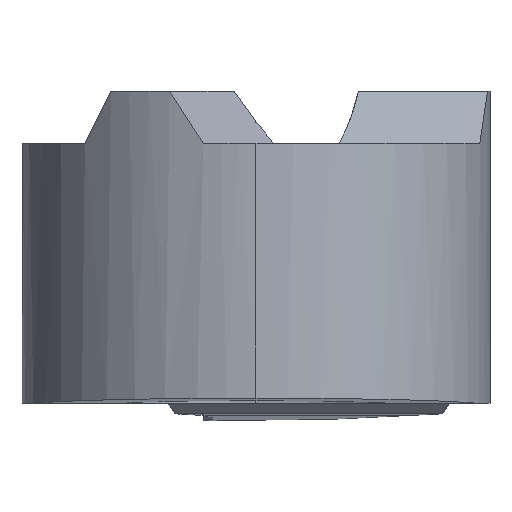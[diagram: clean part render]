
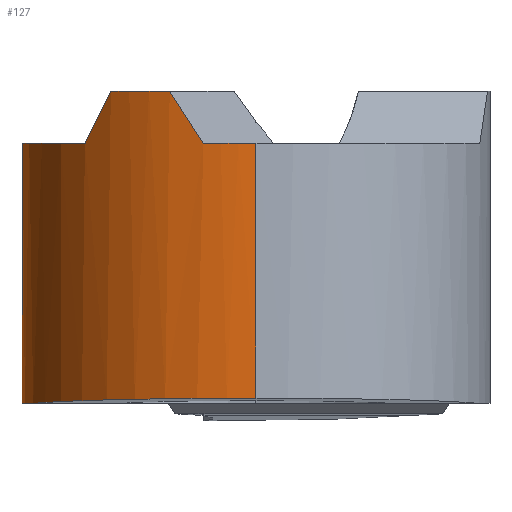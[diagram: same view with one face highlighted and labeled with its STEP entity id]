
A CAD part, left-side view. The second image highlights one B-rep face of the part: STEP entity #127.
In plain terms, the highlighted cylindrical face has radius 4.5 mm (diameter 9 mm), a partial arc.
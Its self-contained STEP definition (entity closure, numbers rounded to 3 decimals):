
#81=CYLINDRICAL_SURFACE('',#1031,4.5);
#103=CIRCLE('',#1026,4.5);
#104=CIRCLE('',#1027,4.5);
#105=CIRCLE('',#1028,4.5);
#106=CIRCLE('',#1029,4.5);
#107=CIRCLE('',#1030,4.5);
#127=ADVANCED_FACE('',(#186),#81,.T.);
#186=FACE_OUTER_BOUND('',#238,.T.);
#238=EDGE_LOOP('',(#441,#442,#443,#444,#445,#446,#447,#448,#449,#450,#451));
#290=LINE('',#1480,#351);
#291=LINE('',#1505,#352);
#351=VECTOR('',#1137,1.);
#352=VECTOR('',#1146,1.);
#441=ORIENTED_EDGE('',*,*,#812,.T.);
#442=ORIENTED_EDGE('',*,*,#813,.T.);
#443=ORIENTED_EDGE('',*,*,#814,.T.);
#444=ORIENTED_EDGE('',*,*,#815,.F.);
#445=ORIENTED_EDGE('',*,*,#816,.T.);
#446=ORIENTED_EDGE('',*,*,#817,.F.);
#447=ORIENTED_EDGE('',*,*,#818,.T.);
#448=ORIENTED_EDGE('',*,*,#819,.F.);
#449=ORIENTED_EDGE('',*,*,#820,.T.);
#450=ORIENTED_EDGE('',*,*,#821,.F.);
#451=ORIENTED_EDGE('',*,*,#822,.T.);
#715=VERTEX_POINT('',#1478);
#716=VERTEX_POINT('',#1479);
#717=VERTEX_POINT('',#1481);
#718=VERTEX_POINT('',#1483);
#719=VERTEX_POINT('',#1488);
#720=VERTEX_POINT('',#1490);
#721=VERTEX_POINT('',#1495);
#722=VERTEX_POINT('',#1497);
#723=VERTEX_POINT('',#1502);
#724=VERTEX_POINT('',#1504);
#725=VERTEX_POINT('',#1506);
#812=EDGE_CURVE('',#715,#716,#959,.T.);
#813=EDGE_CURVE('',#716,#717,#290,.T.);
#814=EDGE_CURVE('',#717,#718,#103,.T.);
#815=EDGE_CURVE('',#719,#718,#960,.T.);
#816=EDGE_CURVE('',#719,#720,#104,.T.);
#817=EDGE_CURVE('',#721,#720,#961,.T.);
#818=EDGE_CURVE('',#721,#722,#105,.T.);
#819=EDGE_CURVE('',#723,#722,#962,.T.);
#820=EDGE_CURVE('',#723,#724,#106,.T.);
#821=EDGE_CURVE('',#725,#724,#291,.T.);
#822=EDGE_CURVE('',#725,#715,#107,.T.);
#959=(
BOUNDED_CURVE()
B_SPLINE_CURVE(3,(#1474,#1475,#1476,#1477),.UNSPECIFIED.,.F.,.F.)
B_SPLINE_CURVE_WITH_KNOTS((4,4),(0.,1.),.UNSPECIFIED.)
CURVE()
GEOMETRIC_REPRESENTATION_ITEM()
RATIONAL_B_SPLINE_CURVE((1.,0.872,0.872,1.))
REPRESENTATION_ITEM('')
);
#960=(
BOUNDED_CURVE()
B_SPLINE_CURVE(3,(#1484,#1485,#1486,#1487),.UNSPECIFIED.,.F.,.F.)
B_SPLINE_CURVE_WITH_KNOTS((4,4),(0.,1.),.UNSPECIFIED.)
CURVE()
GEOMETRIC_REPRESENTATION_ITEM()
RATIONAL_B_SPLINE_CURVE((1.,0.998,0.998,1.))
REPRESENTATION_ITEM('')
);
#961=(
BOUNDED_CURVE()
B_SPLINE_CURVE(3,(#1491,#1492,#1493,#1494),.UNSPECIFIED.,.F.,.F.)
B_SPLINE_CURVE_WITH_KNOTS((4,4),(0.,1.),.UNSPECIFIED.)
CURVE()
GEOMETRIC_REPRESENTATION_ITEM()
RATIONAL_B_SPLINE_CURVE((1.,0.998,0.998,1.))
REPRESENTATION_ITEM('')
);
#962=(
BOUNDED_CURVE()
B_SPLINE_CURVE(3,(#1498,#1499,#1500,#1501),.UNSPECIFIED.,.F.,.F.)
B_SPLINE_CURVE_WITH_KNOTS((4,4),(0.,1.),.UNSPECIFIED.)
CURVE()
GEOMETRIC_REPRESENTATION_ITEM()
RATIONAL_B_SPLINE_CURVE((1.,0.998,0.998,1.))
REPRESENTATION_ITEM('')
);
#1026=AXIS2_PLACEMENT_3D('',#1482,#1138,#1139);
#1027=AXIS2_PLACEMENT_3D('',#1489,#1140,#1141);
#1028=AXIS2_PLACEMENT_3D('',#1496,#1142,#1143);
#1029=AXIS2_PLACEMENT_3D('',#1503,#1144,#1145);
#1030=AXIS2_PLACEMENT_3D('',#1507,#1147,#1148);
#1031=AXIS2_PLACEMENT_3D('',#1508,#1149,#1150);
#1137=DIRECTION('',(0.,0.,1.));
#1138=DIRECTION('',(0.,0.,-1.));
#1139=DIRECTION('',(1.,0.,0.));
#1140=DIRECTION('',(0.,0.,-1.));
#1141=DIRECTION('',(-1.,0.,0.));
#1142=DIRECTION('',(0.,0.,-1.));
#1143=DIRECTION('',(1.,0.,0.));
#1144=DIRECTION('',(0.,0.,-1.));
#1145=DIRECTION('',(-1.,0.,0.));
#1146=DIRECTION('',(0.,0.,1.));
#1147=DIRECTION('',(0.,0.,1.));
#1148=DIRECTION('',(-1.,0.,0.));
#1149=DIRECTION('',(0.,0.,1.));
#1150=DIRECTION('',(-1.,0.,0.));
#1474=CARTESIAN_POINT('',(-1.377,4.284,-5.));
#1475=CARTESIAN_POINT('',(-3.306,3.664,-4.938));
#1476=CARTESIAN_POINT('',(-4.5,2.027,-4.9));
#1477=CARTESIAN_POINT('',(-4.5,0.,-4.9));
#1478=CARTESIAN_POINT('',(-1.377,4.284,-5.));
#1479=CARTESIAN_POINT('',(-4.5,0.,-4.9));
#1480=CARTESIAN_POINT('',(-4.5,0.,-5.35));
#1481=CARTESIAN_POINT('',(-4.5,0.,0.));
#1482=CARTESIAN_POINT('',(0.,0.,0.));
#1483=CARTESIAN_POINT('',(-4.385,1.012,0.));
#1484=CARTESIAN_POINT('',(-4.183,1.66,1.));
#1485=CARTESIAN_POINT('',(-4.266,1.45,0.661));
#1486=CARTESIAN_POINT('',(-4.334,1.233,0.327));
#1487=CARTESIAN_POINT('',(-4.385,1.012,0.));
#1488=CARTESIAN_POINT('',(-4.183,1.66,1.));
#1489=CARTESIAN_POINT('',(0.,0.,1.));
#1490=CARTESIAN_POINT('',(-3.529,2.792,1.));
#1491=CARTESIAN_POINT('',(-3.069,3.291,0.));
#1492=CARTESIAN_POINT('',(-3.235,3.136,0.327));
#1493=CARTESIAN_POINT('',(-3.388,2.97,0.661));
#1494=CARTESIAN_POINT('',(-3.529,2.792,1.));
#1495=CARTESIAN_POINT('',(-3.069,3.291,0.));
#1496=CARTESIAN_POINT('',(0.,0.,0.));
#1497=CARTESIAN_POINT('',(3.069,3.291,0.));
#1498=CARTESIAN_POINT('',(3.529,2.792,1.));
#1499=CARTESIAN_POINT('',(3.388,2.97,0.661));
#1500=CARTESIAN_POINT('',(3.235,3.136,0.327));
#1501=CARTESIAN_POINT('',(3.069,3.291,0.));
#1502=CARTESIAN_POINT('',(3.529,2.792,1.));
#1503=CARTESIAN_POINT('',(0.,0.,1.));
#1504=CARTESIAN_POINT('',(3.585,2.72,1.));
#1505=CARTESIAN_POINT('',(3.585,2.72,-5.35));
#1506=CARTESIAN_POINT('',(3.585,2.72,-5.));
#1507=CARTESIAN_POINT('',(0.,0.,-5.));
#1508=CARTESIAN_POINT('',(0.,0.,-5.35));
